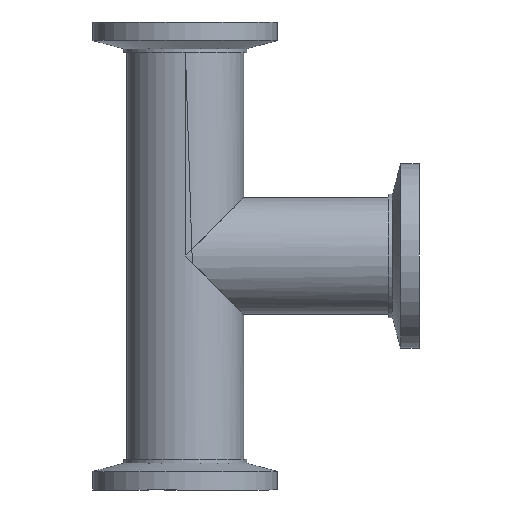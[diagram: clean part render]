
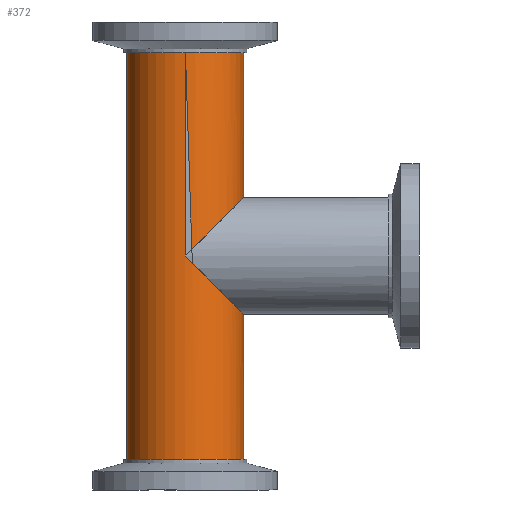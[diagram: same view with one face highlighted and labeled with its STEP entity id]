
A CAD part, left-side view. The second image highlights one B-rep face of the part: STEP entity #372.
In plain terms, the highlighted cylindrical face has radius 9.5 mm (diameter 19 mm), a full revolution.
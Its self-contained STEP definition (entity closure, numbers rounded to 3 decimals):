
#51=CIRCLE('',#479,9.5);
#52=CIRCLE('',#480,9.5);
#77=CYLINDRICAL_SURFACE('',#478,9.5);
#88=FACE_OUTER_BOUND('',#109,.T.);
#109=EDGE_LOOP('',(#267,#268,#269,#270,#271,#272,#273,#274));
#137=LINE('',#695,#153);
#138=LINE('',#697,#154);
#153=VECTOR('',#556,9.5);
#154=VECTOR('',#557,9.5);
#167=ELLIPSE('',#473,13.435,9.5);
#169=ELLIPSE('',#476,13.435,9.5);
#175=VERTEX_POINT('',#681);
#176=VERTEX_POINT('',#682);
#179=VERTEX_POINT('',#693);
#180=VERTEX_POINT('',#696);
#209=EDGE_CURVE('',#175,#176,#167,.T.);
#213=EDGE_CURVE('',#176,#175,#169,.T.);
#215=EDGE_CURVE('',#179,#179,#51,.T.);
#216=EDGE_CURVE('',#179,#176,#137,.T.);
#217=EDGE_CURVE('',#176,#180,#138,.T.);
#218=EDGE_CURVE('',#180,#180,#52,.T.);
#267=ORIENTED_EDGE('',*,*,#215,.F.);
#268=ORIENTED_EDGE('',*,*,#216,.T.);
#269=ORIENTED_EDGE('',*,*,#217,.T.);
#270=ORIENTED_EDGE('',*,*,#218,.F.);
#271=ORIENTED_EDGE('',*,*,#217,.F.);
#272=ORIENTED_EDGE('',*,*,#213,.T.);
#273=ORIENTED_EDGE('',*,*,#209,.T.);
#274=ORIENTED_EDGE('',*,*,#216,.F.);
#372=ADVANCED_FACE('',(#88),#77,.T.);
#473=AXIS2_PLACEMENT_3D('',#683,#540,#541);
#476=AXIS2_PLACEMENT_3D('',#690,#548,#549);
#478=AXIS2_PLACEMENT_3D('',#692,#552,#553);
#479=AXIS2_PLACEMENT_3D('',#694,#554,#555);
#480=AXIS2_PLACEMENT_3D('',#698,#558,#559);
#540=DIRECTION('center_axis',(0.,0.707,0.707));
#541=DIRECTION('ref_axis',(0.,-0.707,0.707));
#548=DIRECTION('center_axis',(0.,0.707,-0.707));
#549=DIRECTION('ref_axis',(0.,-0.707,-0.707));
#552=DIRECTION('center_axis',(0.,0.,1.));
#553=DIRECTION('ref_axis',(-1.,0.,0.));
#554=DIRECTION('center_axis',(0.,0.,1.));
#555=DIRECTION('ref_axis',(-1.,0.,0.));
#556=DIRECTION('',(0.,0.,-1.));
#557=DIRECTION('',(0.,0.,-1.));
#558=DIRECTION('center_axis',(0.,0.,-1.));
#559=DIRECTION('ref_axis',(-1.,0.,0.));
#681=CARTESIAN_POINT('',(-9.5,0.,34.2));
#682=CARTESIAN_POINT('',(9.5,0.,34.2));
#683=CARTESIAN_POINT('Origin',(0.,0.,34.2));
#690=CARTESIAN_POINT('Origin',(0.,0.,34.2));
#692=CARTESIAN_POINT('Origin',(0.,0.,0.));
#693=CARTESIAN_POINT('',(9.5,0.,68.4));
#694=CARTESIAN_POINT('Origin',(0.,0.,68.4));
#695=CARTESIAN_POINT('',(9.5,0.,0.));
#696=CARTESIAN_POINT('',(9.5,0.,0.));
#697=CARTESIAN_POINT('',(9.5,0.,0.));
#698=CARTESIAN_POINT('Origin',(0.,0.,0.));
